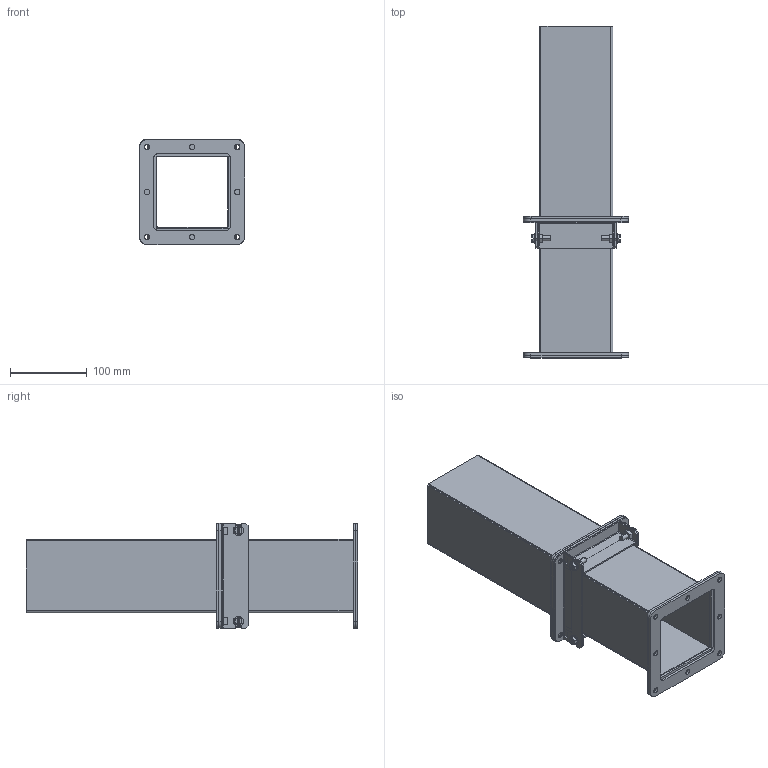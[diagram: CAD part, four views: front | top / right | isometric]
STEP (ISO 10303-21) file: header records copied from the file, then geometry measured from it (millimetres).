
FILE_DESCRIPTION (( 'STEP AP203' ), '1' );
FILE_NAME ('1487CX.step', '2024-04-25T14:33:01', ( '' ), ( '' ), 'SwSTEP 2.0', 'SolidWorks 2023', '' );
FILE_SCHEMA (( 'CONFIG_CONTROL_DESIGN' ));
Length unit declared in the file: inch
Products named in the file (1): 1487CX
Bounding box: 137.52 x 431.8 x 136.64 mm (x, y, z)
Volume: 487111.5 mm3; surface area: 480683 mm2
Topology: 22 solids, 22 shells, 482 faces, 1270 edges, 836 vertices
Faces by surface type: plane 300, cylinder 150, bspline 32
Entity records: 15683 total; most frequent: CARTESIAN_POINT 3613, ORIENTED_EDGE 2540, DIRECTION 2368, EDGE_CURVE 1270, LINE 850, VECTOR 850, VERTEX_POINT 836, AXIS2_PLACEMENT_3D 759
